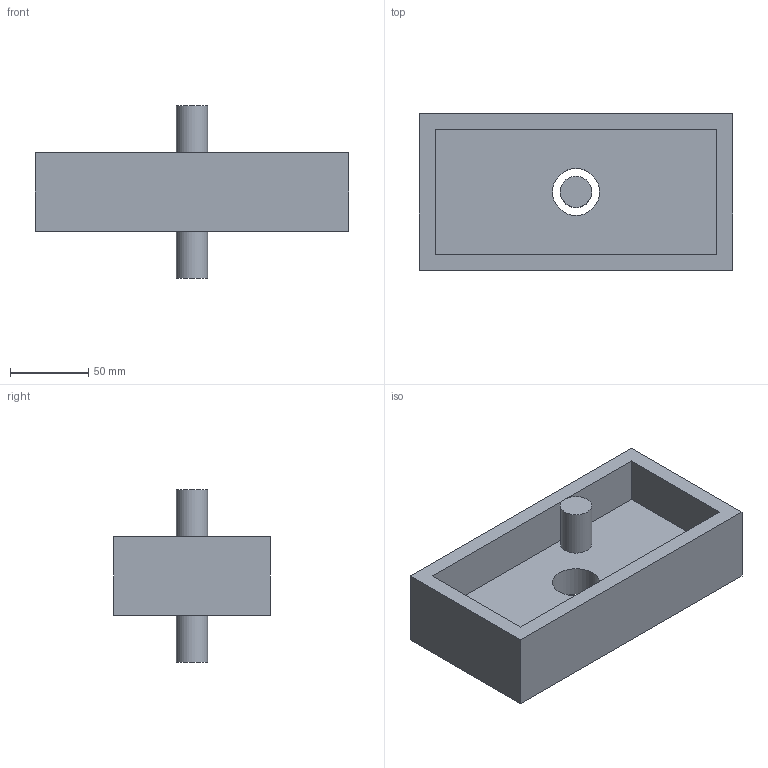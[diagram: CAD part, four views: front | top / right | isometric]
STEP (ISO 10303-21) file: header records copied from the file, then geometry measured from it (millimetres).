
FILE_DESCRIPTION(('Open CASCADE Model'),'2;1');
FILE_NAME('Open CASCADE Shape Model','2024-05-26T12:37:10',('Author'),( 'Open CASCADE'),'Open CASCADE STEP processor 7.7','Open CASCADE 7.7' ,'Unknown');
FILE_SCHEMA(('AUTOMOTIVE_DESIGN { 1 0 10303 214 1 1 1 1 }'));
Length unit declared in the file: millimetre
Products named in the file (4): Open CASCADE STEP translator 7.7 135; Open CASCADE STEP translator 7.7 135.1; Open CASCADE STEP translator 7.7 135.2; Open CASCADE STEP translator 7.7 135.3
Assembly tree (3 placements, depth 2):
  Open CASCADE STEP translator 7.7 135
    Open CASCADE STEP translator 7.7 135.1
    Open CASCADE STEP translator 7.7 135.2
    Open CASCADE STEP translator 7.7 135.3
Bounding box: 200 x 100 x 110 mm (x, y, z)
Volume: 572712.4 mm3; surface area: 91097.8 mm2
Topology: 3 solids, 3 shells, 18 faces, 33 edges, 22 vertices
Faces by surface type: plane 15, cylinder 3
Full cylindrical faces by diameter (mm): 20 x2, 30 x1
Entity records: 936 total; most frequent: DIRECTION 149, CARTESIAN_POINT 143, LINE 87, VECTOR 87, ORIENTED_EDGE 66, PCURVE 66, DEFINITIONAL_REPRESENTATION 66, EDGE_CURVE 33
